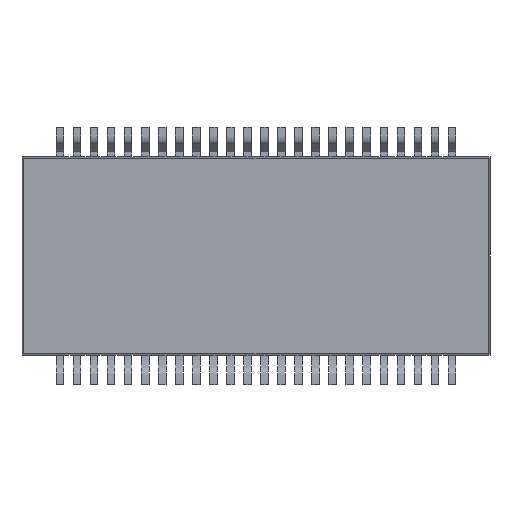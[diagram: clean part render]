
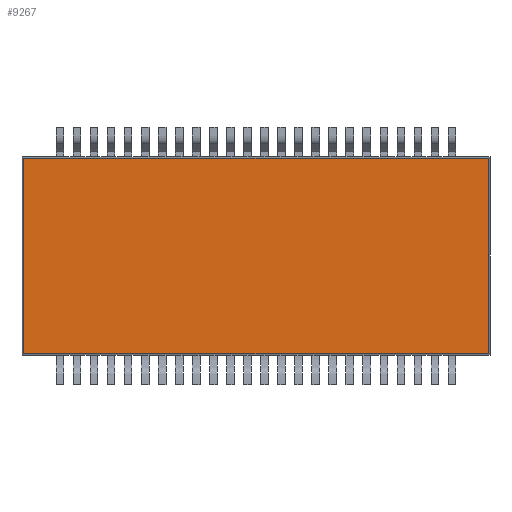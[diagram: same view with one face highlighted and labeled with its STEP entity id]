
A CAD part, front view. The second image highlights one B-rep face of the part: STEP entity #9267.
In plain terms, the highlighted planar face has unit normal (0, -1, 0).
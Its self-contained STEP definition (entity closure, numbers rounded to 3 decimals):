
#158 = LINE ( 'NONE', #2844, #14970 ) ;
#356 = VECTOR ( 'NONE', #10750, 1000. ) ;
#451 = CARTESIAN_POINT ( 'NONE',  ( -13.9, 0., -5.85 ) ) ;
#1471 = PLANE ( 'NONE',  #10623 ) ;
#2246 = CARTESIAN_POINT ( 'NONE',  ( -13.9, 0., 5.85 ) ) ;
#2844 = CARTESIAN_POINT ( 'NONE',  ( 13.9, 0., -5.85 ) ) ;
#3835 = VERTEX_POINT ( 'NONE', #17483 ) ;
#4016 = ORIENTED_EDGE ( 'NONE', *, *, #15296, .T. ) ;
#4423 = CARTESIAN_POINT ( 'NONE',  ( 13.9, 0., 5.85 ) ) ;
#5340 = EDGE_CURVE ( 'NONE', #7811, #8605, #7192, .T. ) ;
#5674 = CARTESIAN_POINT ( 'NONE',  ( 13.9, 0., 5.85 ) ) ;
#5940 = DIRECTION ( 'NONE',  ( -1., 0., 0. ) ) ;
#6606 = EDGE_CURVE ( 'NONE', #9654, #3835, #6996, .T. ) ;
#6625 = LINE ( 'NONE', #2246, #356 ) ;
#6821 = VECTOR ( 'NONE', #13993, 1000. ) ;
#6934 = CARTESIAN_POINT ( 'NONE',  ( 0., 0., 0. ) ) ;
#6971 = DIRECTION ( 'NONE',  ( 0., 0., 1. ) ) ;
#6996 = LINE ( 'NONE', #451, #6821 ) ;
#7192 = LINE ( 'NONE', #5674, #9103 ) ;
#7811 = VERTEX_POINT ( 'NONE', #4423 ) ;
#7912 = CARTESIAN_POINT ( 'NONE',  ( -13.9, 0., 5.85 ) ) ;
#8605 = VERTEX_POINT ( 'NONE', #7912 ) ;
#9103 = VECTOR ( 'NONE', #5940, 1000. ) ;
#9267 = ADVANCED_FACE ( 'NONE', ( #13423 ), #1471, .F. ) ;
#9654 = VERTEX_POINT ( 'NONE', #12035 ) ;
#10623 = AXIS2_PLACEMENT_3D ( 'NONE', #6934, #12407, #17258 ) ;
#10750 = DIRECTION ( 'NONE',  ( 0., 0., -1. ) ) ;
#10949 = ORIENTED_EDGE ( 'NONE', *, *, #6606, .T. ) ;
#12035 = CARTESIAN_POINT ( 'NONE',  ( -13.9, 0., -5.85 ) ) ;
#12407 = DIRECTION ( 'NONE',  ( 0., 1., 0. ) ) ;
#12770 = EDGE_CURVE ( 'NONE', #8605, #9654, #6625, .T. ) ;
#13423 = FACE_OUTER_BOUND ( 'NONE', #13444, .T. ) ;
#13444 = EDGE_LOOP ( 'NONE', ( #4016, #15626, #13967, #10949 ) ) ;
#13967 = ORIENTED_EDGE ( 'NONE', *, *, #12770, .T. ) ;
#13993 = DIRECTION ( 'NONE',  ( 1., 0., 0. ) ) ;
#14970 = VECTOR ( 'NONE', #6971, 1000. ) ;
#15296 = EDGE_CURVE ( 'NONE', #3835, #7811, #158, .T. ) ;
#15626 = ORIENTED_EDGE ( 'NONE', *, *, #5340, .T. ) ;
#17258 = DIRECTION ( 'NONE',  ( 1., 0., 0. ) ) ;
#17483 = CARTESIAN_POINT ( 'NONE',  ( 13.9, 0., -5.85 ) ) ;
